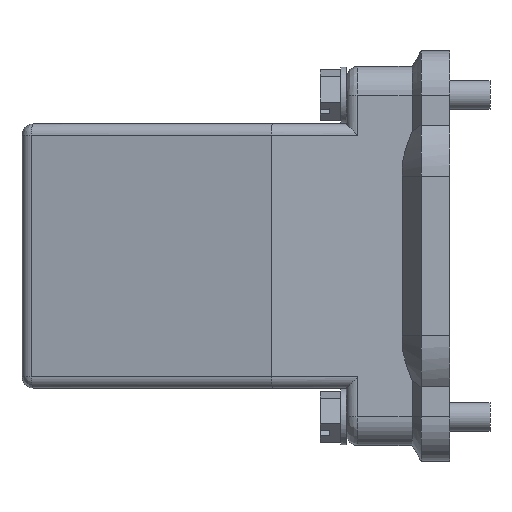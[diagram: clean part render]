
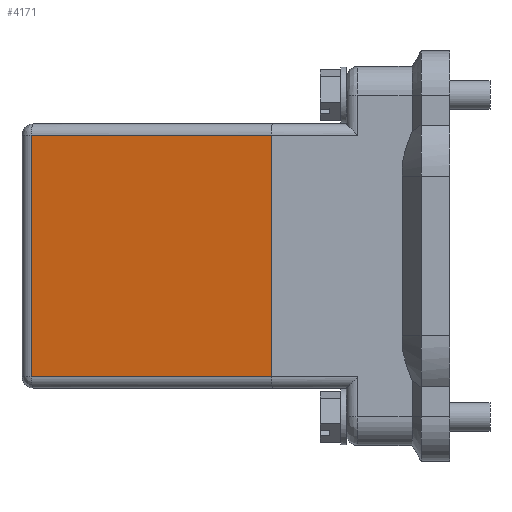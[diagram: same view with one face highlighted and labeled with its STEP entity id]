
A CAD part, left-side view. The second image highlights one B-rep face of the part: STEP entity #4171.
In plain terms, the highlighted planar face has unit normal (-0.985, 0.174, 0).
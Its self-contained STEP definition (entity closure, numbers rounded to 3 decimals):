
#2472=LINE('',#15267,#3508);
#2476=LINE('',#15354,#3512);
#2477=LINE('',#15356,#3513);
#2478=LINE('',#15358,#3514);
#3508=VECTOR('',#12635,1.);
#3512=VECTOR('',#12657,1.);
#3513=VECTOR('',#12660,1.);
#3514=VECTOR('',#12661,1.);
#4171=ADVANCED_FACE('',(#5004),#4602,.T.);
#4602=PLANE('',#10880);
#5004=FACE_OUTER_BOUND('',#5469,.T.);
#5469=EDGE_LOOP('',(#7207,#7208,#7209,#7210));
#7207=ORIENTED_EDGE('',*,*,#9826,.T.);
#7208=ORIENTED_EDGE('',*,*,#9825,.T.);
#7209=ORIENTED_EDGE('',*,*,#9814,.T.);
#7210=ORIENTED_EDGE('',*,*,#9827,.T.);
#8673=VERTEX_POINT('',#15067);
#8711=VERTEX_POINT('',#15249);
#8720=VERTEX_POINT('',#15351);
#8722=VERTEX_POINT('',#15357);
#9814=EDGE_CURVE('',#8711,#8673,#2472,.T.);
#9825=EDGE_CURVE('',#8720,#8711,#2476,.T.);
#9826=EDGE_CURVE('',#8722,#8720,#2477,.T.);
#9827=EDGE_CURVE('',#8673,#8722,#2478,.T.);
#10880=AXIS2_PLACEMENT_3D('',#15359,#12662,#12663);
#12635=DIRECTION('',(0.,0.,1.));
#12657=DIRECTION('',(-0.174,-0.985,0.));
#12660=DIRECTION('',(0.,0.,-1.));
#12661=DIRECTION('',(0.174,0.985,0.));
#12662=DIRECTION('',(-0.985,0.174,0.));
#12663=DIRECTION('',(0.174,0.985,0.));
#15067=CARTESIAN_POINT('',(-30.,19.8,21.));
#15249=CARTESIAN_POINT('',(-30.,19.8,-21.));
#15267=CARTESIAN_POINT('',(-30.,19.8,-21.));
#15351=CARTESIAN_POINT('',(-22.63,61.596,-21.));
#15354=CARTESIAN_POINT('',(-22.63,61.596,-21.));
#15356=CARTESIAN_POINT('',(-22.63,61.596,21.));
#15357=CARTESIAN_POINT('',(-22.63,61.596,21.));
#15358=CARTESIAN_POINT('',(-30.,19.8,21.));
#15359=CARTESIAN_POINT('',(-30.,19.8,23.));
